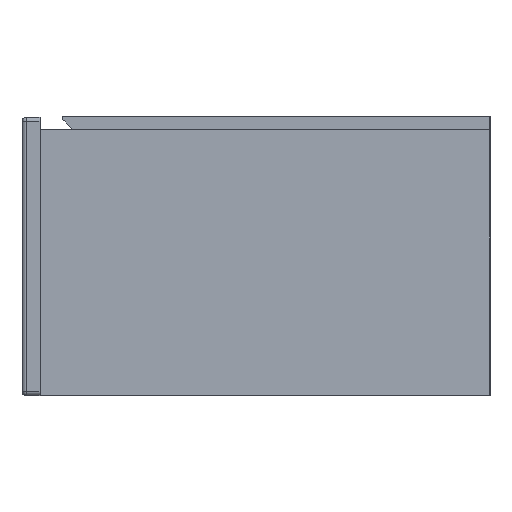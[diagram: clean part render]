
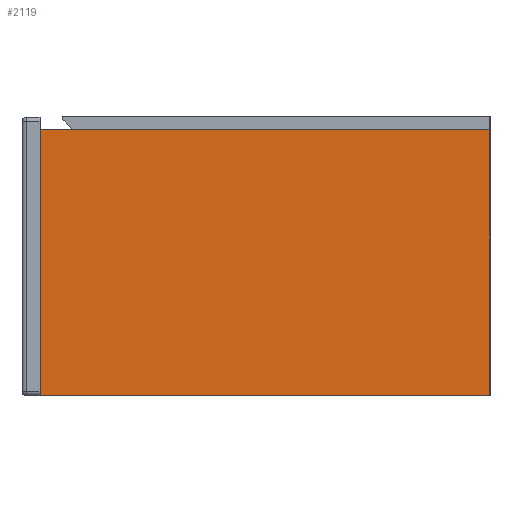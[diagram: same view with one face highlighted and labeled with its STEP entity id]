
A CAD part, left-side view. The second image highlights one B-rep face of the part: STEP entity #2119.
In plain terms, the highlighted planar face has unit normal (-1, 0, 0).
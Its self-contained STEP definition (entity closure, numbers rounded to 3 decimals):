
#127 = CARTESIAN_POINT ( 'NONE',  ( -369., 275., 325. ) ) ;
#240 = ORIENTED_EDGE ( 'NONE', *, *, #458, .F. ) ;
#280 = LINE ( 'NONE', #3017, #362 ) ;
#345 = LINE ( 'NONE', #860, #3374 ) ;
#362 = VECTOR ( 'NONE', #1262, 1000. ) ;
#454 = CARTESIAN_POINT ( 'NONE',  ( -369., 275., 325. ) ) ;
#458 = EDGE_CURVE ( 'NONE', #742, #1135, #280, .T. ) ;
#511 = CARTESIAN_POINT ( 'NONE',  ( -369., 275., 325. ) ) ;
#595 = VECTOR ( 'NONE', #1826, 1000. ) ;
#742 = VERTEX_POINT ( 'NONE', #1057 ) ;
#860 = CARTESIAN_POINT ( 'NONE',  ( -369., -275., 325. ) ) ;
#942 = VECTOR ( 'NONE', #2362, 1000. ) ;
#1057 = CARTESIAN_POINT ( 'NONE',  ( -369., -275., 0. ) ) ;
#1135 = VERTEX_POINT ( 'NONE', #1434 ) ;
#1204 = DIRECTION ( 'NONE',  ( -1., 0., 0. ) ) ;
#1262 = DIRECTION ( 'NONE',  ( 0., 1., 0. ) ) ;
#1418 = FACE_OUTER_BOUND ( 'NONE', #2345, .T. ) ;
#1434 = CARTESIAN_POINT ( 'NONE',  ( -369., 275., 0. ) ) ;
#1437 = VERTEX_POINT ( 'NONE', #2089 ) ;
#1477 = DIRECTION ( 'NONE',  ( 0., -1., 0. ) ) ;
#1514 = EDGE_CURVE ( 'NONE', #1437, #1515, #3082, .T. ) ;
#1515 = VERTEX_POINT ( 'NONE', #3086 ) ;
#1720 = PLANE ( 'NONE',  #2045 ) ;
#1778 = DIRECTION ( 'NONE',  ( 0., 0., -1. ) ) ;
#1826 = DIRECTION ( 'NONE',  ( 0., 1., 0. ) ) ;
#2036 = LINE ( 'NONE', #511, #942 ) ;
#2045 = AXIS2_PLACEMENT_3D ( 'NONE', #127, #1204, #1477 ) ;
#2089 = CARTESIAN_POINT ( 'NONE',  ( -369., -275., 325. ) ) ;
#2119 = ADVANCED_FACE ( 'NONE', ( #1418 ), #1720, .T. ) ;
#2170 = ORIENTED_EDGE ( 'NONE', *, *, #2822, .T. ) ;
#2345 = EDGE_LOOP ( 'NONE', ( #240, #2394, #3237, #2170 ) ) ;
#2362 = DIRECTION ( 'NONE',  ( 0., 0., -1. ) ) ;
#2394 = ORIENTED_EDGE ( 'NONE', *, *, #3294, .F. ) ;
#2822 = EDGE_CURVE ( 'NONE', #1515, #1135, #2036, .T. ) ;
#3017 = CARTESIAN_POINT ( 'NONE',  ( -369., 275., 0. ) ) ;
#3082 = LINE ( 'NONE', #454, #595 ) ;
#3086 = CARTESIAN_POINT ( 'NONE',  ( -369., 275., 325. ) ) ;
#3237 = ORIENTED_EDGE ( 'NONE', *, *, #1514, .T. ) ;
#3294 = EDGE_CURVE ( 'NONE', #1437, #742, #345, .T. ) ;
#3374 = VECTOR ( 'NONE', #1778, 1000. ) ;
